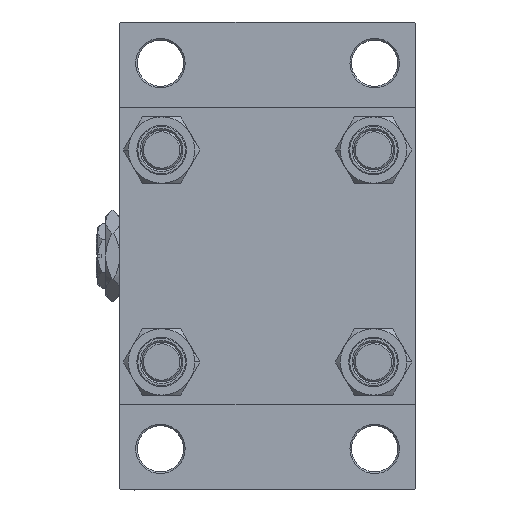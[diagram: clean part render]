
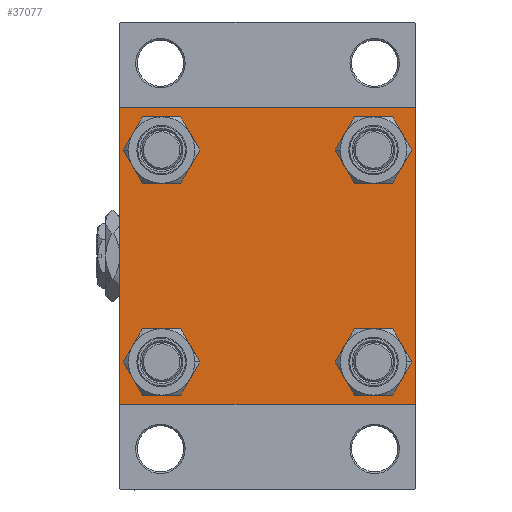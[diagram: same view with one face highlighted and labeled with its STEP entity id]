
A CAD part, left-side view. The second image highlights one B-rep face of the part: STEP entity #37077.
In plain terms, the highlighted planar face has unit normal (-1, 0, 0).
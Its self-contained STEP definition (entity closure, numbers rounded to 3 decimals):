
#251 = DIRECTION ( 'NONE',  ( 1., 0., 0. ) ) ;
#308 = VERTEX_POINT ( 'NONE', #29043 ) ;
#364 = VERTEX_POINT ( 'NONE', #48644 ) ;
#780 = EDGE_CURVE ( 'NONE', #33236, #45666, #2544, .T. ) ;
#806 = CARTESIAN_POINT ( 'NONE',  ( 0., 32.15, 32.15 ) ) ;
#1346 = EDGE_CURVE ( 'NONE', #3621, #8487, #14094, .T. ) ;
#1389 = EDGE_LOOP ( 'NONE', ( #16515, #47517, #29436, #15257, #39696, #30640, #7267, #42457 ) ) ;
#1472 = DIRECTION ( 'NONE',  ( 1., 0., 0. ) ) ;
#1594 = EDGE_CURVE ( 'NONE', #364, #16347, #11674, .T. ) ;
#1736 = EDGE_CURVE ( 'NONE', #20728, #24853, #18912, .T. ) ;
#1874 = CARTESIAN_POINT ( 'NONE',  ( 0., -45., -44.5 ) ) ;
#2544 = LINE ( 'NONE', #13364, #41372 ) ;
#3621 = VERTEX_POINT ( 'NONE', #14290 ) ;
#5242 = CARTESIAN_POINT ( 'NONE',  ( 0., 44.5, 45. ) ) ;
#6368 = FACE_BOUND ( 'NONE', #32090, .T. ) ;
#7267 = ORIENTED_EDGE ( 'NONE', *, *, #40582, .F. ) ;
#7520 = CARTESIAN_POINT ( 'NONE',  ( 0., 45., 45. ) ) ;
#7609 = CARTESIAN_POINT ( 'NONE',  ( 0., 45., 44.5 ) ) ;
#8000 = LINE ( 'NONE', #41338, #26632 ) ;
#8487 = VERTEX_POINT ( 'NONE', #20897 ) ;
#9508 = CARTESIAN_POINT ( 'NONE',  ( 0., 32.15, -32.15 ) ) ;
#9594 = EDGE_CURVE ( 'NONE', #47337, #14414, #8000, .T. ) ;
#9889 = PLANE ( 'NONE',  #14793 ) ;
#9998 = DIRECTION ( 'NONE',  ( 0., 0., -1. ) ) ;
#10151 = AXIS2_PLACEMENT_3D ( 'NONE', #33027, #13877, #11824 ) ;
#10173 = CARTESIAN_POINT ( 'NONE',  ( 0., 45., -44.5 ) ) ;
#10393 = FACE_BOUND ( 'NONE', #19023, .T. ) ;
#10467 = CIRCLE ( 'NONE', #20111, 6.5 ) ;
#10719 = VECTOR ( 'NONE', #10919, 1000. ) ;
#10801 = DIRECTION ( 'NONE',  ( 0., 0., -1. ) ) ;
#10919 = DIRECTION ( 'NONE',  ( 0., -1., 0. ) ) ;
#11096 = VERTEX_POINT ( 'NONE', #11760 ) ;
#11674 = CIRCLE ( 'NONE', #24515, 6.5 ) ;
#11760 = CARTESIAN_POINT ( 'NONE',  ( 0., -32.15, 38.65 ) ) ;
#11824 = DIRECTION ( 'NONE',  ( 0., 0., 1. ) ) ;
#12476 = CARTESIAN_POINT ( 'NONE',  ( 0., -44.75, 44.75 ) ) ;
#12524 = VERTEX_POINT ( 'NONE', #1874 ) ;
#12536 = ORIENTED_EDGE ( 'NONE', *, *, #21036, .T. ) ;
#12992 = CARTESIAN_POINT ( 'NONE',  ( 0., -32.15, -32.15 ) ) ;
#13016 = ORIENTED_EDGE ( 'NONE', *, *, #14324, .T. ) ;
#13250 = AXIS2_PLACEMENT_3D ( 'NONE', #806, #32029, #16146 ) ;
#13364 = CARTESIAN_POINT ( 'NONE',  ( 0., 44.75, 44.75 ) ) ;
#13676 = FACE_BOUND ( 'NONE', #31315, .T. ) ;
#13877 = DIRECTION ( 'NONE',  ( 1., 0., 0. ) ) ;
#14027 = CARTESIAN_POINT ( 'NONE',  ( 0., 44.5, -45. ) ) ;
#14094 = CIRCLE ( 'NONE', #13250, 6.5 ) ;
#14290 = CARTESIAN_POINT ( 'NONE',  ( 0., 32.15, 38.65 ) ) ;
#14324 = EDGE_CURVE ( 'NONE', #11096, #32758, #25225, .T. ) ;
#14414 = VERTEX_POINT ( 'NONE', #14027 ) ;
#14664 = LINE ( 'NONE', #37589, #22174 ) ;
#14702 = EDGE_CURVE ( 'NONE', #14414, #43979, #30577, .T. ) ;
#14793 = AXIS2_PLACEMENT_3D ( 'NONE', #17718, #29537, #33075 ) ;
#15257 = ORIENTED_EDGE ( 'NONE', *, *, #41901, .T. ) ;
#15542 = EDGE_CURVE ( 'NONE', #32291, #308, #38924, .T. ) ;
#15562 = ORIENTED_EDGE ( 'NONE', *, *, #19957, .T. ) ;
#15653 = AXIS2_PLACEMENT_3D ( 'NONE', #43533, #20628, #35991 ) ;
#16050 = ORIENTED_EDGE ( 'NONE', *, *, #24881, .T. ) ;
#16146 = DIRECTION ( 'NONE',  ( 0., 0., 1. ) ) ;
#16347 = VERTEX_POINT ( 'NONE', #38141 ) ;
#16515 = ORIENTED_EDGE ( 'NONE', *, *, #39784, .T. ) ;
#16572 = CARTESIAN_POINT ( 'NONE',  ( 0., -32.15, 32.15 ) ) ;
#16835 = LINE ( 'NONE', #32191, #38310 ) ;
#17718 = CARTESIAN_POINT ( 'NONE',  ( 0., 0., 0. ) ) ;
#18464 = DIRECTION ( 'NONE',  ( 0., -1., 0. ) ) ;
#18713 = CARTESIAN_POINT ( 'NONE',  ( 0., -32.15, 25.65 ) ) ;
#18912 = CIRCLE ( 'NONE', #15653, 6.5 ) ;
#19023 = EDGE_LOOP ( 'NONE', ( #38484, #15562 ) ) ;
#19601 = ORIENTED_EDGE ( 'NONE', *, *, #1594, .T. ) ;
#19851 = CARTESIAN_POINT ( 'NONE',  ( 0., 32.15, 32.15 ) ) ;
#19957 = EDGE_CURVE ( 'NONE', #8487, #3621, #25402, .T. ) ;
#20051 = DIRECTION ( 'NONE',  ( 0., 0.707, 0.707 ) ) ;
#20111 = AXIS2_PLACEMENT_3D ( 'NONE', #12992, #24840, #44221 ) ;
#20621 = CIRCLE ( 'NONE', #10151, 6.5 ) ;
#20628 = DIRECTION ( 'NONE',  ( 1., 0., 0. ) ) ;
#20728 = VERTEX_POINT ( 'NONE', #42643 ) ;
#20897 = CARTESIAN_POINT ( 'NONE',  ( 0., 32.15, 25.65 ) ) ;
#21036 = EDGE_CURVE ( 'NONE', #24853, #20728, #26227, .T. ) ;
#22174 = VECTOR ( 'NONE', #18464, 1000. ) ;
#22436 = CARTESIAN_POINT ( 'NONE',  ( 0., 32.15, -25.65 ) ) ;
#22762 = CARTESIAN_POINT ( 'NONE',  ( 0., 45., -45. ) ) ;
#24367 = DIRECTION ( 'NONE',  ( 0., -0.707, 0.707 ) ) ;
#24515 = AXIS2_PLACEMENT_3D ( 'NONE', #26450, #251, #30219 ) ;
#24840 = DIRECTION ( 'NONE',  ( 1., 0., 0. ) ) ;
#24853 = VERTEX_POINT ( 'NONE', #22436 ) ;
#24881 = EDGE_CURVE ( 'NONE', #32758, #11096, #20621, .T. ) ;
#25225 = CIRCLE ( 'NONE', #40502, 6.5 ) ;
#25402 = CIRCLE ( 'NONE', #33428, 6.5 ) ;
#26227 = CIRCLE ( 'NONE', #41390, 6.5 ) ;
#26450 = CARTESIAN_POINT ( 'NONE',  ( 0., -32.15, -32.15 ) ) ;
#26632 = VECTOR ( 'NONE', #29766, 1000. ) ;
#26949 = VECTOR ( 'NONE', #10801, 1000. ) ;
#29043 = CARTESIAN_POINT ( 'NONE',  ( 0., -44.5, 45. ) ) ;
#29436 = ORIENTED_EDGE ( 'NONE', *, *, #14702, .T. ) ;
#29537 = DIRECTION ( 'NONE',  ( -1., 0., 0. ) ) ;
#29766 = DIRECTION ( 'NONE',  ( 0., -0.707, -0.707 ) ) ;
#30070 = VECTOR ( 'NONE', #20051, 1000. ) ;
#30219 = DIRECTION ( 'NONE',  ( 0., 0., 1. ) ) ;
#30372 = ORIENTED_EDGE ( 'NONE', *, *, #33444, .T. ) ;
#30577 = LINE ( 'NONE', #22762, #10719 ) ;
#30640 = ORIENTED_EDGE ( 'NONE', *, *, #15542, .T. ) ;
#31315 = EDGE_LOOP ( 'NONE', ( #13016, #16050 ) ) ;
#31942 = DIRECTION ( 'NONE',  ( 0., 0., 1. ) ) ;
#32029 = DIRECTION ( 'NONE',  ( 1., 0., 0. ) ) ;
#32090 = EDGE_LOOP ( 'NONE', ( #19601, #30372 ) ) ;
#32191 = CARTESIAN_POINT ( 'NONE',  ( 0., -44.75, -44.75 ) ) ;
#32291 = VERTEX_POINT ( 'NONE', #47538 ) ;
#32321 = FACE_OUTER_BOUND ( 'NONE', #1389, .T. ) ;
#32758 = VERTEX_POINT ( 'NONE', #18713 ) ;
#33027 = CARTESIAN_POINT ( 'NONE',  ( 0., -32.15, 32.15 ) ) ;
#33075 = DIRECTION ( 'NONE',  ( 0., 0., 1. ) ) ;
#33236 = VERTEX_POINT ( 'NONE', #5242 ) ;
#33428 = AXIS2_PLACEMENT_3D ( 'NONE', #19851, #49793, #45795 ) ;
#33444 = EDGE_CURVE ( 'NONE', #16347, #364, #10467, .T. ) ;
#35991 = DIRECTION ( 'NONE',  ( 0., 0., 1. ) ) ;
#36794 = DIRECTION ( 'NONE',  ( 0., 0.707, -0.707 ) ) ;
#37077 = ADVANCED_FACE ( 'NONE', ( #13676, #6368, #44386, #10393, #32321 ), #9889, .T. ) ;
#37589 = CARTESIAN_POINT ( 'NONE',  ( 0., 45., 45. ) ) ;
#38141 = CARTESIAN_POINT ( 'NONE',  ( 0., -32.15, -38.65 ) ) ;
#38310 = VECTOR ( 'NONE', #24367, 1000. ) ;
#38484 = ORIENTED_EDGE ( 'NONE', *, *, #1346, .T. ) ;
#38924 = LINE ( 'NONE', #12476, #30070 ) ;
#38930 = EDGE_CURVE ( 'NONE', #32291, #12524, #48755, .T. ) ;
#39696 = ORIENTED_EDGE ( 'NONE', *, *, #38930, .F. ) ;
#39784 = EDGE_CURVE ( 'NONE', #45666, #47337, #46055, .T. ) ;
#40502 = AXIS2_PLACEMENT_3D ( 'NONE', #16572, #1472, #31942 ) ;
#40582 = EDGE_CURVE ( 'NONE', #33236, #308, #14664, .T. ) ;
#41338 = CARTESIAN_POINT ( 'NONE',  ( 0., 44.75, -44.75 ) ) ;
#41372 = VECTOR ( 'NONE', #36794, 1000. ) ;
#41390 = AXIS2_PLACEMENT_3D ( 'NONE', #9508, #47024, #43751 ) ;
#41480 = CARTESIAN_POINT ( 'NONE',  ( 0., -45., 45. ) ) ;
#41901 = EDGE_CURVE ( 'NONE', #43979, #12524, #16835, .T. ) ;
#42457 = ORIENTED_EDGE ( 'NONE', *, *, #780, .T. ) ;
#42643 = CARTESIAN_POINT ( 'NONE',  ( 0., 32.15, -38.65 ) ) ;
#43533 = CARTESIAN_POINT ( 'NONE',  ( 0., 32.15, -32.15 ) ) ;
#43751 = DIRECTION ( 'NONE',  ( 0., 0., 1. ) ) ;
#43979 = VERTEX_POINT ( 'NONE', #49702 ) ;
#44221 = DIRECTION ( 'NONE',  ( 0., 0., 1. ) ) ;
#44386 = FACE_BOUND ( 'NONE', #46218, .T. ) ;
#44991 = ORIENTED_EDGE ( 'NONE', *, *, #1736, .T. ) ;
#45666 = VERTEX_POINT ( 'NONE', #7609 ) ;
#45795 = DIRECTION ( 'NONE',  ( 0., 0., 1. ) ) ;
#46055 = LINE ( 'NONE', #7520, #26949 ) ;
#46218 = EDGE_LOOP ( 'NONE', ( #12536, #44991 ) ) ;
#47024 = DIRECTION ( 'NONE',  ( 1., 0., 0. ) ) ;
#47337 = VERTEX_POINT ( 'NONE', #10173 ) ;
#47517 = ORIENTED_EDGE ( 'NONE', *, *, #9594, .T. ) ;
#47538 = CARTESIAN_POINT ( 'NONE',  ( 0., -45., 44.5 ) ) ;
#48598 = VECTOR ( 'NONE', #9998, 1000. ) ;
#48644 = CARTESIAN_POINT ( 'NONE',  ( 0., -32.15, -25.65 ) ) ;
#48755 = LINE ( 'NONE', #41480, #48598 ) ;
#49702 = CARTESIAN_POINT ( 'NONE',  ( 0., -44.5, -45. ) ) ;
#49793 = DIRECTION ( 'NONE',  ( 1., 0., 0. ) ) ;
